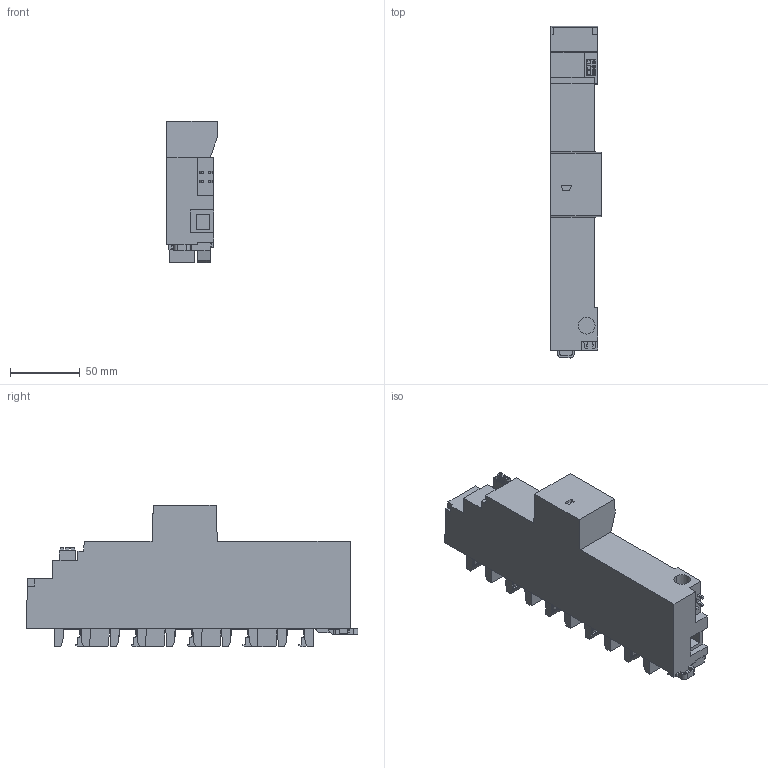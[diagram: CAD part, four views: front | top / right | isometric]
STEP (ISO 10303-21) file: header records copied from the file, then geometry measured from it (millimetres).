
FILE_DESCRIPTION(('CATIA V5 STEP Exchange','CAx-IF Rec.Pracs.--- Model Styling and Organization---1.5--- 2016-08-15','CAx-IF Rec.Pracs.---Supplemental Geometry---1.0---2011-11-01','CAx-IF Rec.Pracs.--- Composite Materials ---1.1---2010-07-15'),'2;1');
FILE_NAME ('D1591738_0', '2024-08-14T10:59:38+00:00', ('none'), ('Weidmueller'), 'CATIA Version 5-6 Release 2022 SP4 HF5', 'CATIA V5 STEP AP214 v3', 'none');
FILE_SCHEMA(('AUTOMOTIVE_DESIGN { 1 0 10303 214 1 1 1 1 }'));
Length unit declared in the file: millimetre
Products named in the file (1): S3D_VPU_ZPA_S_I_3_3-1_R_XXX
Bounding box: 36 x 237.56 x 101.52 mm (x, y, z)
Volume: 490016.5 mm3; surface area: 68090.2 mm2
Topology: 1 solids, 1 shells, 632 faces, 1831 edges, 1217 vertices
Faces by surface type: plane 545, cylinder 72, extrusion 15
Entity records: 20439 total; most frequent: CARTESIAN_POINT 4274, ORIENTED_EDGE 3662, DIRECTION 2489, EDGE_CURVE 1831, VECTOR 1597, LINE 1582, VERTEX_POINT 1217, EDGE_LOOP 648
